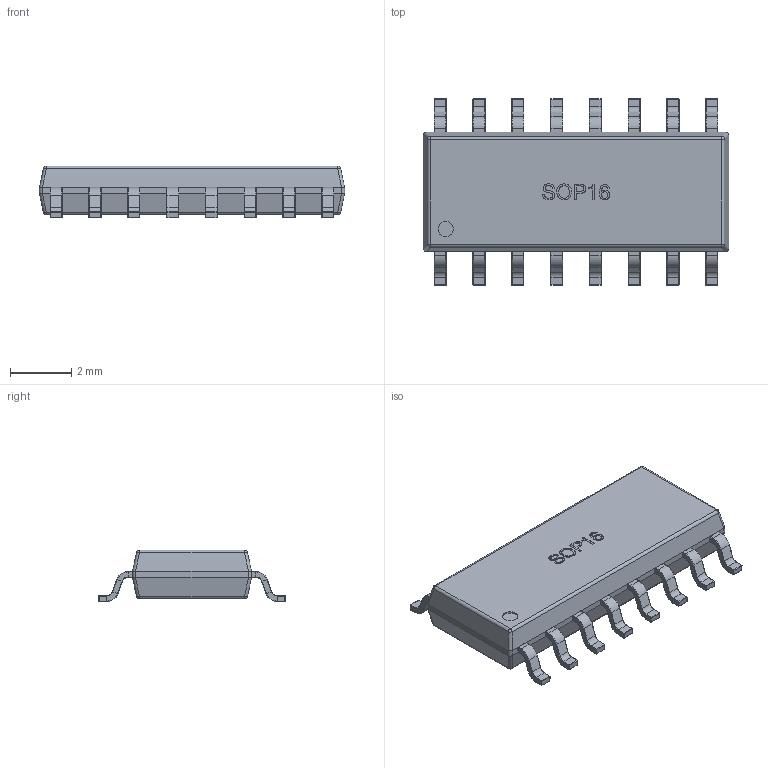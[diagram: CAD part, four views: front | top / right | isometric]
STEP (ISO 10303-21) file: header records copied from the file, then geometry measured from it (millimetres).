
FILE_DESCRIPTION(/* description */ (''),/* implementation_level */ '2;1');
FILE_NAME(/* name */ '3D_ch340c.step',/* time_stamp */ '2022-03-26T18:50:12+08:00',/* author */ (''),/* organization */ (''),/* preprocessor_version */ 'ST-DEVELOPER v18.1',/* originating_system */ 'Autodesk Translation Framework v10.13.0.1454',/* authorisation */ '');
FILE_SCHEMA (('AUTOMOTIVE_DESIGN { 1 0 10303 214 3 1 1 }'));
Length unit declared in the file: millimetre
Products named in the file (4): 3D_ch340c; U1; SOP-16_L10.0-W3.9-P1.27-LS6.0-BL; =>[0:1:1:5]
Assembly tree (3 placements, depth 4):
  3D_ch340c
    U1
      SOP-16_L10.0-W3.9-P1.27-LS6.0-BL
        =>[0:1:1:5]
Bounding box: 10 x 6.11 x 1.7 mm (x, y, z)
Volume: 61.4 mm3; surface area: 144.5 mm2
Topology: 17 solids, 17 shells, 971 faces, 2099 edges, 1146 vertices
Faces by surface type: plane 376, cylinder 341, torus 128, sphere 72, bspline 54
Full cylindrical faces by diameter (mm): 0.5 x1
Entity records: 28612 total; most frequent: CARTESIAN_POINT 7621, DIRECTION 4657, ORIENTED_EDGE 4134, EDGE_CURVE 2067, AXIS2_PLACEMENT_3D 1774, VERTEX_POINT 1146, LINE 1109, VECTOR 1109
